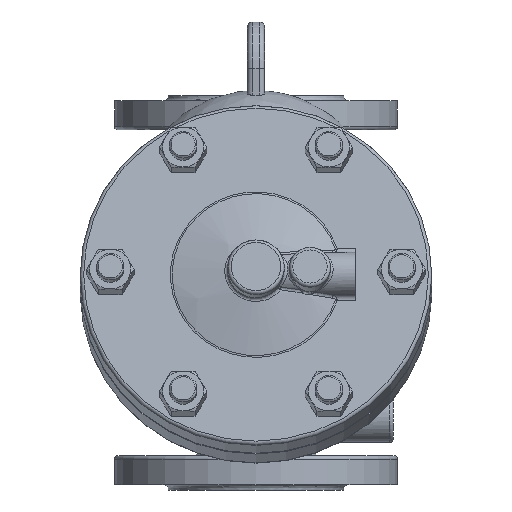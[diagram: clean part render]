
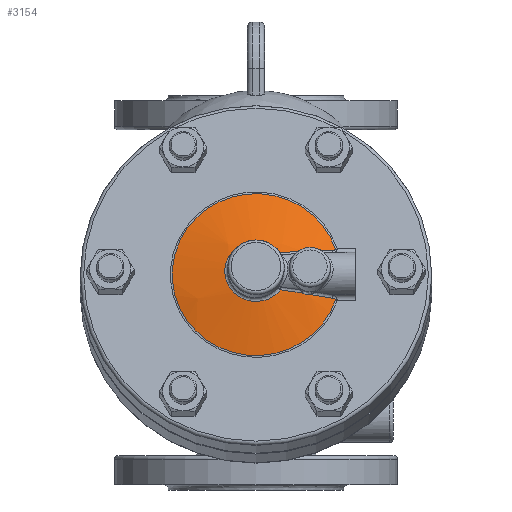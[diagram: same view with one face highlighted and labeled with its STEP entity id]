
A CAD part, left-side view. The second image highlights one B-rep face of the part: STEP entity #3154.
In plain terms, the highlighted spherical face has radius 140 mm.
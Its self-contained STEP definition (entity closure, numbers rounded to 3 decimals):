
#2065=CARTESIAN_POINT('',(-284.654,-26.889,114.846));
#2066=VERTEX_POINT('',#2065);
#2558=CARTESIAN_POINT('',(-283.647,-32.219,113.891));
#2559=VERTEX_POINT('',#2558);
#2692=CARTESIAN_POINT('',(-276.755,-32.219,139.614));
#2693=VERTEX_POINT('',#2692);
#2799=CARTESIAN_POINT('',(-284.654,-26.889,114.846));
#2800=CARTESIAN_POINT('',(-284.557,-27.618,114.565));
#2801=CARTESIAN_POINT('',(-284.281,-29.38,114.045));
#2802=CARTESIAN_POINT('',(-283.894,-31.2,113.874));
#2803=CARTESIAN_POINT('',(-283.647,-32.219,113.891));
#2804=B_SPLINE_CURVE_WITH_KNOTS('',3,(#2799,#2800,#2801,#2802,#2803),.UNSPECIFIED.,.F.,.U.,(4,1,4),(-0.557,-0.318,0.),.UNSPECIFIED.);
#2805=EDGE_CURVE('',#2066,#2559,#2804,.T.);
#2856=CARTESIAN_POINT('',(-278.104,-26.889,139.291));
#2857=VERTEX_POINT('',#2856);
#2876=CARTESIAN_POINT('',(-276.755,-32.219,139.614));
#2877=CARTESIAN_POINT('',(-276.909,-31.452,139.718));
#2878=CARTESIAN_POINT('',(-277.315,-29.639,139.812));
#2879=CARTESIAN_POINT('',(-277.803,-27.868,139.553));
#2880=CARTESIAN_POINT('',(-278.104,-26.889,139.291));
#2881=B_SPLINE_CURVE_WITH_KNOTS('',3,(#2876,#2877,#2878,#2879,#2880),.UNSPECIFIED.,.F.,.U.,(4,1,4),(-0.732,-0.493,-0.174),.UNSPECIFIED.);
#2882=EDGE_CURVE('',#2693,#2857,#2881,.T.);
#3063=CARTESIAN_POINT('',(-149.231,0.0,91.659));
#3064=DIRECTION('',(0.0,0.0,1.0));
#3065=DIRECTION('',(1.0,0.0,0.0));
#3066=AXIS2_PLACEMENT_3D('',#3063,#3064,#3065);
#3067=SPHERICAL_SURFACE('',#3066,140.);
#3068=ORIENTED_EDGE('',*,*,#2882,.F.);
#3069=CARTESIAN_POINT('',(-272.904,-44.542,139.836));
#3070=VERTEX_POINT('',#3069);
#3071=CARTESIAN_POINT('',(-272.904,-44.542,139.836));
#3072=CARTESIAN_POINT('',(-274.324,-40.487,139.94));
#3073=CARTESIAN_POINT('',(-275.624,-36.375,139.83));
#3074=CARTESIAN_POINT('',(-276.755,-32.219,139.614));
#3075=B_SPLINE_CURVE_WITH_KNOTS('',3,(#3071,#3072,#3073,#3074),.UNSPECIFIED.,.F.,.U.,(4,4),(-3.151,-1.845),.UNSPECIFIED.);
#3076=EDGE_CURVE('',#3070,#2693,#3075,.T.);
#3077=ORIENTED_EDGE('',*,*,#3076,.F.);
#3078=CARTESIAN_POINT('',(-272.029,-46.475,140.248));
#3079=VERTEX_POINT('',#3078);
#3080=CARTESIAN_POINT('',(-272.029,-46.475,140.248));
#3081=CARTESIAN_POINT('',(-272.066,-46.431,140.195));
#3082=CARTESIAN_POINT('',(-272.117,-46.356,140.138));
#3083=CARTESIAN_POINT('',(-272.19,-46.234,140.07));
#3084=CARTESIAN_POINT('',(-272.248,-46.127,140.023));
#3085=CARTESIAN_POINT('',(-272.339,-45.948,139.962));
#3086=CARTESIAN_POINT('',(-272.447,-45.715,139.908));
#3087=CARTESIAN_POINT('',(-272.57,-45.428,139.866));
#3088=CARTESIAN_POINT('',(-272.726,-45.038,139.834));
#3089=CARTESIAN_POINT('',(-272.835,-44.74,139.831));
#3090=CARTESIAN_POINT('',(-272.904,-44.542,139.836));
#3091=B_SPLINE_CURVE_WITH_KNOTS('',3,(#3080,#3081,#3082,#3083,#3084,#3085,#3086,#3087,#3088,#3089,#3090),.UNSPECIFIED.,.F.,.U.,(4,1,1,1,1,1,1,1,4),(-0.223,-0.199,-0.191,-0.175,-0.159,-0.127,-0.096,-0.064,0.),.UNSPECIFIED.);
#3092=EDGE_CURVE('',#3079,#3070,#3091,.T.);
#3093=ORIENTED_EDGE('',*,*,#3092,.F.);
#3094=CARTESIAN_POINT('',(-279.871,-46.475,110.979));
#3095=VERTEX_POINT('',#3094);
#3096=CARTESIAN_POINT('',(-275.95,0.0,125.613));
#3097=DIRECTION('',(0.966,0.,-0.259));
#3098=DIRECTION('',(0.,1.0,0.));
#3099=AXIS2_PLACEMENT_3D('',#3096,#3097,#3098);
#3100=CIRCLE('',#3099,48.882);
#3101=EDGE_CURVE('',#3095,#3079,#3100,.T.);
#3102=ORIENTED_EDGE('',*,*,#3101,.F.);
#3103=CARTESIAN_POINT('',(-280.423,-44.542,111.773));
#3104=VERTEX_POINT('',#3103);
#3105=CARTESIAN_POINT('',(-280.423,-44.542,111.773));
#3106=CARTESIAN_POINT('',(-280.361,-44.74,111.743));
#3107=CARTESIAN_POINT('',(-280.268,-45.038,111.686));
#3108=CARTESIAN_POINT('',(-280.149,-45.428,111.58));
#3109=CARTESIAN_POINT('',(-280.064,-45.715,111.482));
#3110=CARTESIAN_POINT('',(-279.998,-45.948,111.382));
#3111=CARTESIAN_POINT('',(-279.949,-46.127,111.284));
#3112=CARTESIAN_POINT('',(-279.922,-46.234,111.214));
#3113=CARTESIAN_POINT('',(-279.893,-46.356,111.119));
#3114=CARTESIAN_POINT('',(-279.877,-46.431,111.044));
#3115=CARTESIAN_POINT('',(-279.871,-46.475,110.979));
#3116=B_SPLINE_CURVE_WITH_KNOTS('',3,(#3105,#3106,#3107,#3108,#3109,#3110,#3111,#3112,#3113,#3114,#3115),.UNSPECIFIED.,.F.,.U.,(4,1,1,1,1,1,1,1,4),(-0.223,-0.159,-0.127,-0.096,-0.064,-0.048,-0.032,-0.024,0.),.UNSPECIFIED.);
#3117=EDGE_CURVE('',#3104,#3095,#3116,.T.);
#3118=ORIENTED_EDGE('',*,*,#3117,.F.);
#3119=CARTESIAN_POINT('',(-283.647,-32.219,113.891));
#3120=CARTESIAN_POINT('',(-282.776,-36.375,113.139));
#3121=CARTESIAN_POINT('',(-281.705,-40.487,112.393));
#3122=CARTESIAN_POINT('',(-280.423,-44.542,111.773));
#3123=B_SPLINE_CURVE_WITH_KNOTS('',3,(#3119,#3120,#3121,#3122),.UNSPECIFIED.,.F.,.U.,(4,4),(-1.782,-0.476),.UNSPECIFIED.);
#3124=EDGE_CURVE('',#2559,#3104,#3123,.T.);
#3125=ORIENTED_EDGE('',*,*,#3124,.F.);
#3126=ORIENTED_EDGE('',*,*,#2805,.F.);
#3127=CARTESIAN_POINT('',(-286.208,-14.392,116.762));
#3128=VERTEX_POINT('',#3127);
#3129=CARTESIAN_POINT('',(-286.208,-14.392,116.762));
#3130=CARTESIAN_POINT('',(-285.861,-18.583,116.253));
#3131=CARTESIAN_POINT('',(-285.351,-22.754,115.572));
#3132=CARTESIAN_POINT('',(-284.654,-26.889,114.846));
#3133=B_SPLINE_CURVE_WITH_KNOTS('',3,(#3129,#3130,#3131,#3132),.UNSPECIFIED.,.F.,.U.,(4,4),(-3.627,-2.338),.UNSPECIFIED.);
#3134=EDGE_CURVE('',#3128,#2066,#3133,.T.);
#3135=ORIENTED_EDGE('',*,*,#3134,.F.);
#3136=CARTESIAN_POINT('',(-280.408,-14.392,138.408));
#3137=VERTEX_POINT('',#3136);
#3138=CARTESIAN_POINT('',(-283.308,0.,127.585));
#3139=DIRECTION('',(-0.966,0.0,0.259));
#3140=DIRECTION('',(-0.259,0.0,-0.966));
#3141=AXIS2_PLACEMENT_3D('',#3138,#3139,#3140);
#3142=CIRCLE('',#3141,18.239);
#3143=EDGE_CURVE('',#3137,#3128,#3142,.T.);
#3144=ORIENTED_EDGE('',*,*,#3143,.F.);
#3145=CARTESIAN_POINT('',(-278.104,-26.889,139.291));
#3146=CARTESIAN_POINT('',(-279.07,-22.754,139.01));
#3147=CARTESIAN_POINT('',(-279.853,-18.583,138.676));
#3148=CARTESIAN_POINT('',(-280.408,-14.392,138.408));
#3149=B_SPLINE_CURVE_WITH_KNOTS('',3,(#3145,#3146,#3147,#3148),.UNSPECIFIED.,.F.,.U.,(4,4),(-1.289,0.0),.UNSPECIFIED.);
#3150=EDGE_CURVE('',#2857,#3137,#3149,.T.);
#3151=ORIENTED_EDGE('',*,*,#3150,.F.);
#3152=EDGE_LOOP('',(#3068,#3077,#3093,#3102,#3118,#3125,#3126,#3135,#3144,#3151));
#3153=FACE_OUTER_BOUND('',#3152,.T.);
#3154=ADVANCED_FACE('',(#3153),#3067,.T.);
